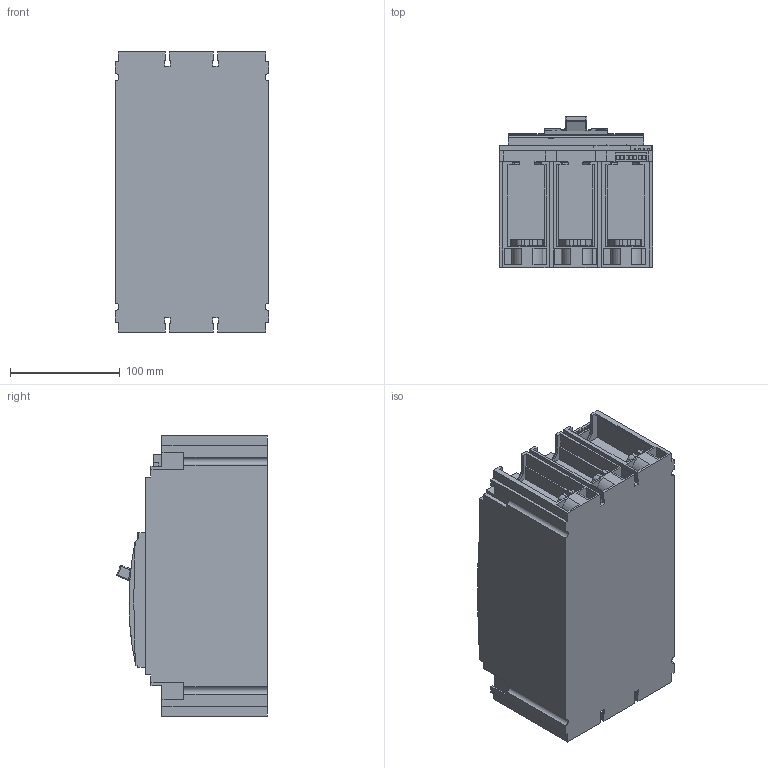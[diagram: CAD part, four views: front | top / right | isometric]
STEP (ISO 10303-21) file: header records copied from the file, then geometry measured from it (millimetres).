
FILE_DESCRIPTION((''),'2;1');
FILE_NAME('ZHONG50A','2021-07-18T20:25:40',('芝'),(''),'CREO PARAMETRIC BY PTC INC, 2019080','CREO PARAMETRIC BY PTC INC, 2019080','');
FILE_SCHEMA(('CONFIG_CONTROL_DESIGN'));
Length unit declared in the file: millimetre
Products named in the file (1): ZHONG50A
Bounding box: 140 x 137.31 x 255 mm (x, y, z)
Volume: 3456674.1 mm3; surface area: 255388.4 mm2
Topology: 1 solids, 9 shells, 1269 faces, 3553 edges, 2377 vertices
Faces by surface type: plane 938, cylinder 226, extrusion 84, sphere 16, torus 3, bspline 2
Entity records: 41417 total; most frequent: CARTESIAN_POINT 8937, ORIENTED_EDGE 7074, DIRECTION 6128, EDGE_CURVE 3537, VECTOR 2578, LINE 2494, VERTEX_POINT 2377, AXIS2_PLACEMENT_3D 1775
